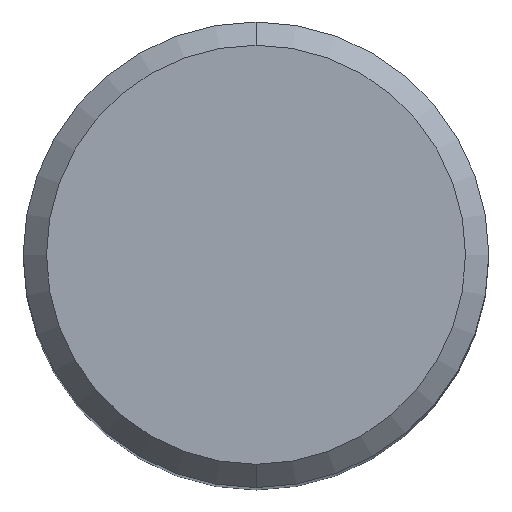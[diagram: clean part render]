
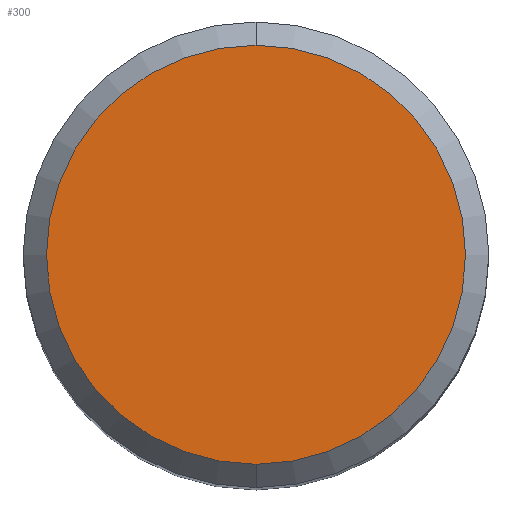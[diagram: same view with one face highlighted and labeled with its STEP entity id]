
A CAD part, top view. The second image highlights one B-rep face of the part: STEP entity #300.
In plain terms, the highlighted planar face has unit normal (0, 0, 1).
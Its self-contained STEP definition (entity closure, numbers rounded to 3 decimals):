
#218=EDGE_CURVE('',#356,#396,#524,.T.);
#280=EDGE_CURVE('',#396,#356,#595,.T.);
#300=ADVANCED_FACE('',(#615),#616,.T.);
#356=VERTEX_POINT('',#675);
#396=VERTEX_POINT('',#718);
#524=CIRCLE('',#941,7.2);
#595=CIRCLE('',#1080,7.2);
#615=FACE_OUTER_BOUND('',#1109,.T.);
#616=PLANE('',#1110);
#675=CARTESIAN_POINT('',(0.,-7.2,0.0));
#718=CARTESIAN_POINT('',(0.0,7.2,0.0));
#941=AXIS2_PLACEMENT_3D('',#1535,#1536,#1537);
#1080=AXIS2_PLACEMENT_3D('',#1637,#1638,#1639);
#1109=EDGE_LOOP('',(#1653,#1654));
#1110=AXIS2_PLACEMENT_3D('',#1655,#1656,#1657);
#1535=CARTESIAN_POINT('',(0.0,0.0,0.0));
#1536=DIRECTION('',(0.0,0.0,-1.0));
#1537=DIRECTION('',(0.0,1.0,0.0));
#1637=CARTESIAN_POINT('',(0.0,0.0,0.0));
#1638=DIRECTION('',(0.0,0.0,-1.0));
#1639=DIRECTION('',(0.0,1.0,0.0));
#1653=ORIENTED_EDGE('',*,*,#280,.F.);
#1654=ORIENTED_EDGE('',*,*,#218,.F.);
#1655=CARTESIAN_POINT('',(0.0,3.6,0.0));
#1656=DIRECTION('',(-0.0,0.0,1.0));
#1657=DIRECTION('',(0.0,-1.0,0.0));
